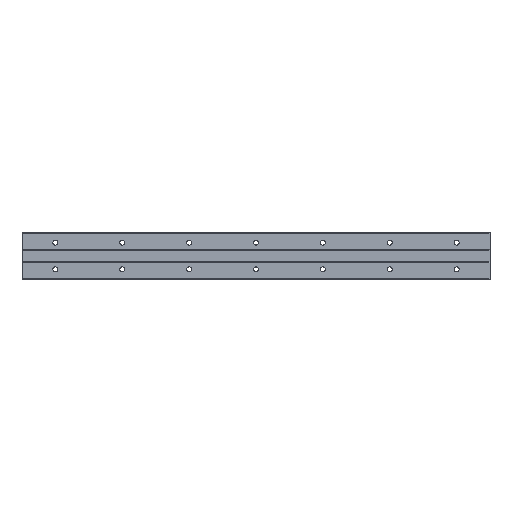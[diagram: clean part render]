
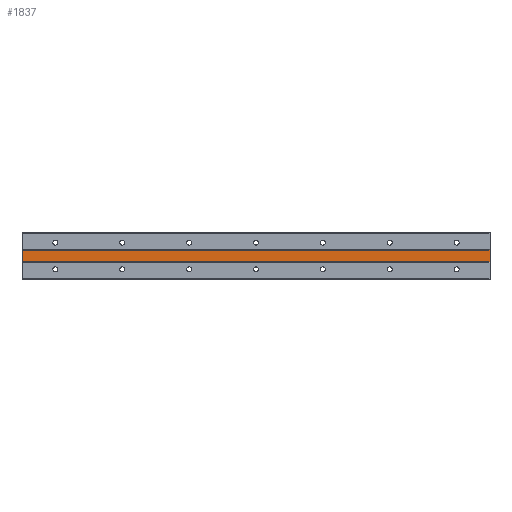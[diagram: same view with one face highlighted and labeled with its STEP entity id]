
A CAD part, front view. The second image highlights one B-rep face of the part: STEP entity #1837.
In plain terms, the highlighted planar face has unit normal (0, -1, 0).
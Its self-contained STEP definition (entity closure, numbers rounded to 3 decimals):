
#26 = EDGE_CURVE ( 'NONE', #1598, #2351, #1703, .T. ) ;
#46 = EDGE_CURVE ( 'NONE', #502, #1598, #409, .T. ) ;
#409 = LINE ( 'NONE', #1950, #2139 ) ;
#502 = VERTEX_POINT ( 'NONE', #1417 ) ;
#520 = AXIS2_PLACEMENT_3D ( 'NONE', #1248, #2298, #3108 ) ;
#524 = ORIENTED_EDGE ( 'NONE', *, *, #46, .F. ) ;
#557 = ORIENTED_EDGE ( 'NONE', *, *, #1685, .T. ) ;
#619 = DIRECTION ( 'NONE',  ( 1., 0., 0. ) ) ;
#633 = ORIENTED_EDGE ( 'NONE', *, *, #26, .F. ) ;
#643 = DIRECTION ( 'NONE',  ( 0., 0., -1. ) ) ;
#655 = LINE ( 'NONE', #2463, #2970 ) ;
#977 = DIRECTION ( 'NONE',  ( 0., 0., -1. ) ) ;
#1246 = VERTEX_POINT ( 'NONE', #1646 ) ;
#1248 = CARTESIAN_POINT ( 'NONE',  ( 390., 1., 5. ) ) ;
#1375 = CARTESIAN_POINT ( 'NONE',  ( 390., 1., 5. ) ) ;
#1417 = CARTESIAN_POINT ( 'NONE',  ( -30., 1., 5. ) ) ;
#1598 = VERTEX_POINT ( 'NONE', #1375 ) ;
#1646 = CARTESIAN_POINT ( 'NONE',  ( -30., 1., -5. ) ) ;
#1685 = EDGE_CURVE ( 'NONE', #1246, #2351, #655, .T. ) ;
#1703 = LINE ( 'NONE', #3291, #2249 ) ;
#1837 = ADVANCED_FACE ( 'NONE', ( #2542 ), #2820, .F. ) ;
#1950 = CARTESIAN_POINT ( 'NONE',  ( 390., 1., 5. ) ) ;
#2139 = VECTOR ( 'NONE', #2996, 1000. ) ;
#2165 = CARTESIAN_POINT ( 'NONE',  ( 390., 1., -5. ) ) ;
#2230 = CARTESIAN_POINT ( 'NONE',  ( -30., 1., 20.827 ) ) ;
#2249 = VECTOR ( 'NONE', #977, 1000. ) ;
#2298 = DIRECTION ( 'NONE',  ( 0., 1., 0. ) ) ;
#2343 = ORIENTED_EDGE ( 'NONE', *, *, #2366, .T. ) ;
#2351 = VERTEX_POINT ( 'NONE', #2165 ) ;
#2366 = EDGE_CURVE ( 'NONE', #502, #1246, #2695, .T. ) ;
#2463 = CARTESIAN_POINT ( 'NONE',  ( 390., 1., -5. ) ) ;
#2542 = FACE_OUTER_BOUND ( 'NONE', #2717, .T. ) ;
#2695 = LINE ( 'NONE', #2230, #3327 ) ;
#2717 = EDGE_LOOP ( 'NONE', ( #557, #633, #524, #2343 ) ) ;
#2820 = PLANE ( 'NONE',  #520 ) ;
#2970 = VECTOR ( 'NONE', #619, 1000. ) ;
#2996 = DIRECTION ( 'NONE',  ( 1., 0., 0. ) ) ;
#3108 = DIRECTION ( 'NONE',  ( 0., 0., 1. ) ) ;
#3291 = CARTESIAN_POINT ( 'NONE',  ( 390., 1., 20.827 ) ) ;
#3327 = VECTOR ( 'NONE', #643, 1000. ) ;
